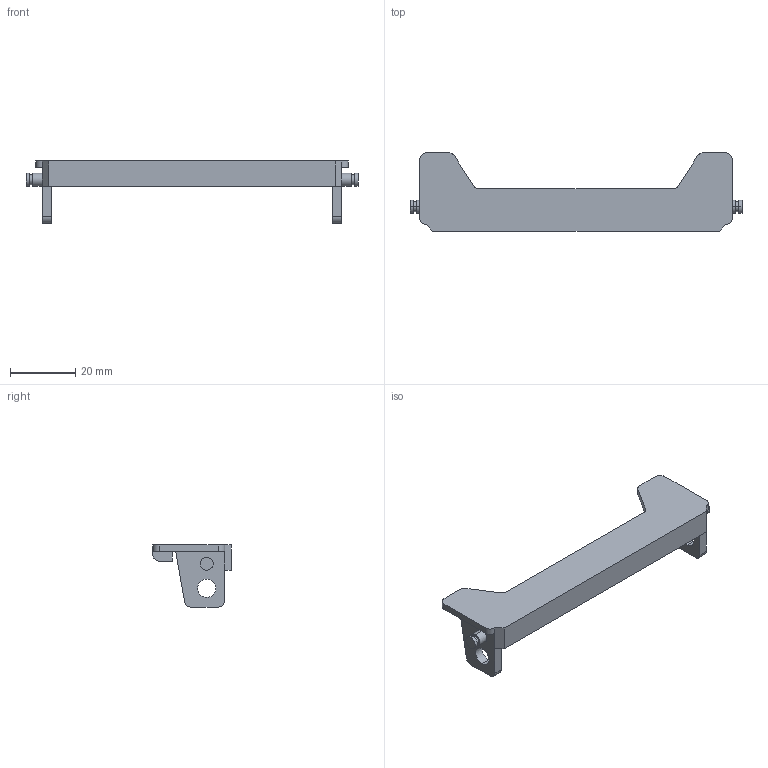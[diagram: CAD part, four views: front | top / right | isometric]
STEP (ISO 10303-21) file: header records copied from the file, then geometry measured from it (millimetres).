
FILE_DESCRIPTION (( 'STEP AP203' ), '1' );
FILE_NAME ('13-018236.step', '2022-02-23T08:30:15', ( '' ), ( '' ), 'SwSTEP 2.0', 'SolidWorks 2021', '' );
FILE_SCHEMA (( 'CONFIG_CONTROL_DESIGN' ));
Length unit declared in the file: millimetre
Products named in the file (1): 13-018236
Bounding box: 101.6 x 24 x 19 mm (x, y, z)
Volume: 5420.5 mm3; surface area: 5853.5 mm2
Topology: 1 solids, 1 shells, 68 faces, 172 edges, 112 vertices
Faces by surface type: plane 38, cylinder 30
Entity records: 2137 total; most frequent: DIRECTION 370, CARTESIAN_POINT 353, ORIENTED_EDGE 344, EDGE_CURVE 172, AXIS2_PLACEMENT_3D 129, VERTEX_POINT 112, VECTOR 112, LINE 112
